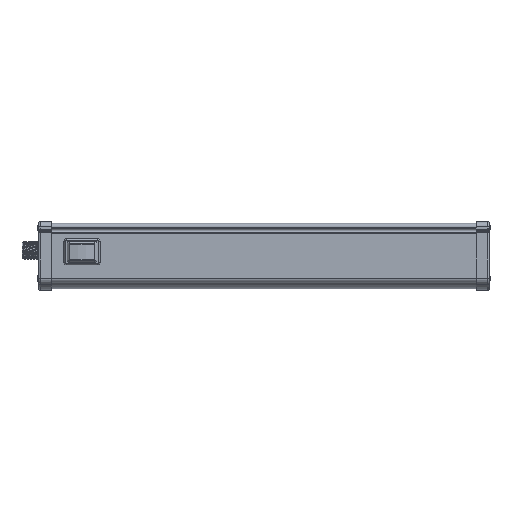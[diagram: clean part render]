
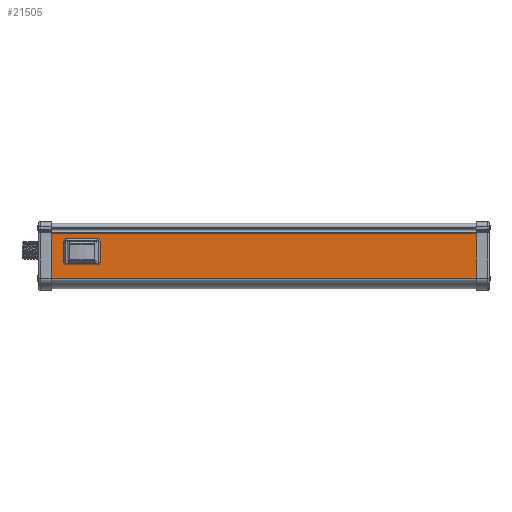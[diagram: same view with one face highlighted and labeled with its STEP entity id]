
A CAD part, top view. The second image highlights one B-rep face of the part: STEP entity #21505.
In plain terms, the highlighted planar face has unit normal (0, 0, 1).
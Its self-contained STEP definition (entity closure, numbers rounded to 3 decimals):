
#4531=DIRECTION('',(0.,-1.,0.));
#4532=VECTOR('',#4531,29.273);
#4533=CARTESIAN_POINT('',(147.,-6.581,16.));
#4534=LINE('',#4533,#4532);
#4659=DIRECTION('',(1.,0.,0.));
#4660=VECTOR('',#4659,294.);
#4661=CARTESIAN_POINT('',(-147.,-37.,16.));
#4662=LINE('',#4661,#4660);
#4663=DIRECTION('',(0.,-1.,0.));
#4664=VECTOR('',#4663,1.146);
#4665=CARTESIAN_POINT('',(-147.,-35.854,16.));
#4666=LINE('',#4665,#4664);
#4667=DIRECTION('',(-1.,0.,0.));
#4668=VECTOR('',#4667,294.);
#4669=CARTESIAN_POINT('',(147.,-6.581,16.));
#4670=LINE('',#4669,#4668);
#4671=DIRECTION('',(0.,-1.,0.));
#4672=VECTOR('',#4671,1.146);
#4673=CARTESIAN_POINT('',(147.,-35.854,16.));
#4674=LINE('',#4673,#4672);
#4675=CARTESIAN_POINT('',(-111.8,-26.45,16.));
#4676=DIRECTION('',(0.,0.,-1.));
#4677=DIRECTION('',(0.707,-0.707,0.));
#4678=AXIS2_PLACEMENT_3D('',#4675,#4676,#4677);
#4680=CARTESIAN_POINT('',(-112.05,-26.,16.));
#4681=DIRECTION('',(0.,0.,-1.));
#4682=DIRECTION('',(1.,0.,0.));
#4683=AXIS2_PLACEMENT_3D('',#4680,#4681,#4682);
#4685=DIRECTION('',(0.,1.,0.));
#4686=VECTOR('',#4685,13.6);
#4687=CARTESIAN_POINT('',(-110.05,-26.,16.));
#4688=LINE('',#4687,#4686);
#4689=CARTESIAN_POINT('',(-112.05,-12.4,16.));
#4690=DIRECTION('',(0.,0.,-1.));
#4691=DIRECTION('',(0.655,0.755,0.));
#4692=AXIS2_PLACEMENT_3D('',#4689,#4690,#4691);
#4694=CARTESIAN_POINT('',(-111.8,-11.95,16.));
#4695=DIRECTION('',(0.,0.,-1.));
#4696=DIRECTION('',(0.227,0.974,0.));
#4697=AXIS2_PLACEMENT_3D('',#4694,#4695,#4696);
#4699=CARTESIAN_POINT('',(-112.05,-12.4,16.));
#4700=DIRECTION('',(0.,0.,-1.));
#4701=DIRECTION('',(0.,1.,0.));
#4702=AXIS2_PLACEMENT_3D('',#4699,#4700,#4701);
#4704=DIRECTION('',(-1.,0.,0.));
#4705=VECTOR('',#4704,20.4);
#4706=CARTESIAN_POINT('',(-112.05,-10.4,16.));
#4707=LINE('',#4706,#4705);
#4708=CARTESIAN_POINT('',(-132.45,-12.4,16.));
#4709=DIRECTION('',(0.,0.,-1.));
#4710=DIRECTION('',(-0.295,0.955,0.));
#4711=AXIS2_PLACEMENT_3D('',#4708,#4709,#4710);
#4713=CARTESIAN_POINT('',(-132.7,-11.95,16.));
#4714=DIRECTION('',(0.,0.,-1.));
#4715=DIRECTION('',(-0.707,0.707,0.));
#4716=AXIS2_PLACEMENT_3D('',#4713,#4714,#4715);
#4718=CARTESIAN_POINT('',(-132.45,-12.4,16.));
#4719=DIRECTION('',(0.,0.,-1.));
#4720=DIRECTION('',(-1.,0.,0.));
#4721=AXIS2_PLACEMENT_3D('',#4718,#4719,#4720);
#4723=DIRECTION('',(0.,-1.,0.));
#4724=VECTOR('',#4723,13.6);
#4725=CARTESIAN_POINT('',(-134.45,-12.4,16.));
#4726=LINE('',#4725,#4724);
#4727=CARTESIAN_POINT('',(-132.45,-26.,16.));
#4728=DIRECTION('',(0.,0.,-1.));
#4729=DIRECTION('',(-0.655,-0.755,0.));
#4730=AXIS2_PLACEMENT_3D('',#4727,#4728,#4729);
#4732=CARTESIAN_POINT('',(-132.7,-26.45,16.));
#4733=DIRECTION('',(0.,0.,-1.));
#4734=DIRECTION('',(-0.227,-0.974,0.));
#4735=AXIS2_PLACEMENT_3D('',#4732,#4733,#4734);
#4737=CARTESIAN_POINT('',(-132.45,-26.,16.));
#4738=DIRECTION('',(0.,0.,-1.));
#4739=DIRECTION('',(0.,-1.,0.));
#4740=AXIS2_PLACEMENT_3D('',#4737,#4738,#4739);
#4742=DIRECTION('',(1.,0.,0.));
#4743=VECTOR('',#4742,20.4);
#4744=CARTESIAN_POINT('',(-132.45,-28.,16.));
#4745=LINE('',#4744,#4743);
#4746=CARTESIAN_POINT('',(-112.05,-26.,16.));
#4747=DIRECTION('',(0.,0.,-1.));
#4748=DIRECTION('',(0.295,-0.955,0.));
#4749=AXIS2_PLACEMENT_3D('',#4746,#4747,#4748);
#12778=DIRECTION('',(0.,-1.,0.));
#12779=VECTOR('',#12778,29.273);
#12780=CARTESIAN_POINT('',(-147.,-6.581,16.));
#12781=LINE('',#12780,#12779);
#13977=CARTESIAN_POINT('',(-147.,-6.581,16.));
#13979=VERTEX_POINT('',#13977);
#13983=CARTESIAN_POINT('',(147.,-6.581,16.));
#13984=VERTEX_POINT('',#13983);
#14009=CARTESIAN_POINT('',(-134.45,-12.4,16.));
#14010=CARTESIAN_POINT('',(-134.45,-26.,16.));
#14011=VERTEX_POINT('',#14009);
#14012=VERTEX_POINT('',#14010);
#14013=CARTESIAN_POINT('',(-132.45,-28.,16.));
#14014=CARTESIAN_POINT('',(-112.05,-28.,16.));
#14015=VERTEX_POINT('',#14013);
#14016=VERTEX_POINT('',#14014);
#14017=CARTESIAN_POINT('',(-110.05,-26.,16.));
#14018=CARTESIAN_POINT('',(-110.05,-12.4,16.));
#14019=VERTEX_POINT('',#14017);
#14020=VERTEX_POINT('',#14018);
#14021=CARTESIAN_POINT('',(-112.05,-10.4,16.));
#14022=CARTESIAN_POINT('',(-132.45,-10.4,16.));
#14023=VERTEX_POINT('',#14021);
#14024=VERTEX_POINT('',#14022);
#14193=CARTESIAN_POINT('',(-110.74,-27.511,16.));
#14194=CARTESIAN_POINT('',(-111.46,-27.911,16.));
#14195=VERTEX_POINT('',#14193);
#14196=VERTEX_POINT('',#14194);
#14197=CARTESIAN_POINT('',(-111.46,-10.489,16.));
#14198=CARTESIAN_POINT('',(-110.74,-10.889,16.));
#14199=VERTEX_POINT('',#14197);
#14200=VERTEX_POINT('',#14198);
#14201=CARTESIAN_POINT('',(-133.76,-10.889,16.));
#14202=CARTESIAN_POINT('',(-133.04,-10.489,16.));
#14203=VERTEX_POINT('',#14201);
#14204=VERTEX_POINT('',#14202);
#14205=CARTESIAN_POINT('',(-133.04,-27.911,16.));
#14206=CARTESIAN_POINT('',(-133.76,-27.511,16.));
#14207=VERTEX_POINT('',#14205);
#14208=VERTEX_POINT('',#14206);
#14679=CARTESIAN_POINT('',(-147.,-35.854,16.));
#14681=VERTEX_POINT('',#14679);
#14705=CARTESIAN_POINT('',(-147.,-37.,16.));
#14706=VERTEX_POINT('',#14705);
#15619=CARTESIAN_POINT('',(147.,-35.854,16.));
#15621=VERTEX_POINT('',#15619);
#15649=CARTESIAN_POINT('',(147.,-37.,16.));
#15650=VERTEX_POINT('',#15649);
#21454=CARTESIAN_POINT('',(-147.,-6.414,16.));
#21455=DIRECTION('',(0.,0.,1.));
#21456=DIRECTION('',(0.,-1.,0.));
#21457=AXIS2_PLACEMENT_3D('',#21454,#21455,#21456);
#21458=PLANE('',#21457);
#21460=ORIENTED_EDGE('',*,*,#21459,.F.);
#21462=ORIENTED_EDGE('',*,*,#21461,.F.);
#21464=ORIENTED_EDGE('',*,*,#21463,.F.);
#21466=ORIENTED_EDGE('',*,*,#21465,.F.);
#21467=ORIENTED_EDGE('',*,*,#21250,.T.);
#21468=ORIENTED_EDGE('',*,*,#21431,.T.);
#21469=EDGE_LOOP('',(#21460,#21462,#21464,#21466,#21467,#21468));
#21470=FACE_OUTER_BOUND('',#21469,.F.);
#21472=ORIENTED_EDGE('',*,*,#21471,.F.);
#21474=ORIENTED_EDGE('',*,*,#21473,.F.);
#21476=ORIENTED_EDGE('',*,*,#21475,.T.);
#21478=ORIENTED_EDGE('',*,*,#21477,.F.);
#21480=ORIENTED_EDGE('',*,*,#21479,.F.);
#21482=ORIENTED_EDGE('',*,*,#21481,.F.);
#21484=ORIENTED_EDGE('',*,*,#21483,.T.);
#21486=ORIENTED_EDGE('',*,*,#21485,.F.);
#21488=ORIENTED_EDGE('',*,*,#21487,.F.);
#21490=ORIENTED_EDGE('',*,*,#21489,.F.);
#21492=ORIENTED_EDGE('',*,*,#21491,.T.);
#21494=ORIENTED_EDGE('',*,*,#21493,.F.);
#21496=ORIENTED_EDGE('',*,*,#21495,.F.);
#21498=ORIENTED_EDGE('',*,*,#21497,.F.);
#21500=ORIENTED_EDGE('',*,*,#21499,.T.);
#21502=ORIENTED_EDGE('',*,*,#21501,.F.);
#21503=EDGE_LOOP('',(#21472,#21474,#21476,#21478,#21480,#21482,#21484,#21486,
#21488,#21490,#21492,#21494,#21496,#21498,#21500,#21502));
#21504=FACE_BOUND('',#21503,.F.);
#21505=ADVANCED_FACE('',(#21470,#21504),#21458,.T.);
#4679=CIRCLE('',#4678,1.5);
#4684=CIRCLE('',#4683,2.);
#4693=CIRCLE('',#4692,2.);
#4698=CIRCLE('',#4697,1.5);
#4703=CIRCLE('',#4702,2.);
#4712=CIRCLE('',#4711,2.);
#4717=CIRCLE('',#4716,1.5);
#4722=CIRCLE('',#4721,2.);
#4731=CIRCLE('',#4730,2.);
#4736=CIRCLE('',#4735,1.5);
#4741=CIRCLE('',#4740,2.);
#4750=CIRCLE('',#4749,2.);
#21250=EDGE_CURVE('',#13984,#15621,#4534,.T.);
#21431=EDGE_CURVE('',#15621,#15650,#4674,.T.);
#21459=EDGE_CURVE('',#14706,#15650,#4662,.T.);
#21461=EDGE_CURVE('',#14681,#14706,#4666,.T.);
#21463=EDGE_CURVE('',#13979,#14681,#12781,.T.);
#21465=EDGE_CURVE('',#13984,#13979,#4670,.T.);
#21471=EDGE_CURVE('',#14195,#14196,#4679,.T.);
#21473=EDGE_CURVE('',#14019,#14195,#4684,.T.);
#21475=EDGE_CURVE('',#14019,#14020,#4688,.T.);
#21477=EDGE_CURVE('',#14200,#14020,#4693,.T.);
#21479=EDGE_CURVE('',#14199,#14200,#4698,.T.);
#21481=EDGE_CURVE('',#14023,#14199,#4703,.T.);
#21483=EDGE_CURVE('',#14023,#14024,#4707,.T.);
#21485=EDGE_CURVE('',#14204,#14024,#4712,.T.);
#21487=EDGE_CURVE('',#14203,#14204,#4717,.T.);
#21489=EDGE_CURVE('',#14011,#14203,#4722,.T.);
#21491=EDGE_CURVE('',#14011,#14012,#4726,.T.);
#21493=EDGE_CURVE('',#14208,#14012,#4731,.T.);
#21495=EDGE_CURVE('',#14207,#14208,#4736,.T.);
#21497=EDGE_CURVE('',#14015,#14207,#4741,.T.);
#21499=EDGE_CURVE('',#14015,#14016,#4745,.T.);
#21501=EDGE_CURVE('',#14196,#14016,#4750,.T.);
